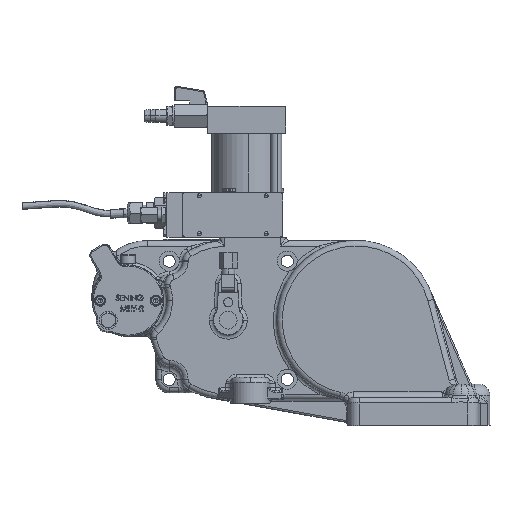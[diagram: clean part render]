
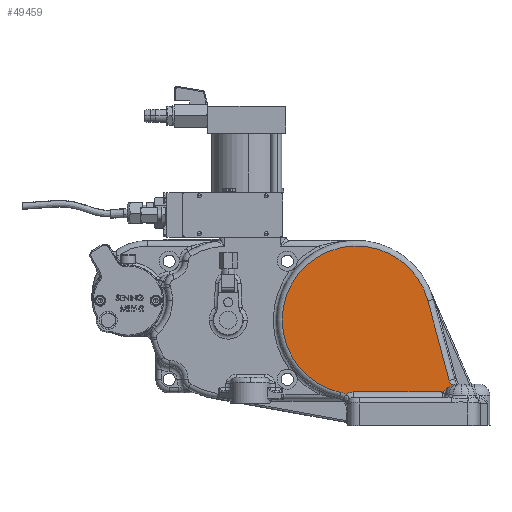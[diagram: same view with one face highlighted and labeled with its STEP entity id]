
A CAD part, top view. The second image highlights one B-rep face of the part: STEP entity #49459.
In plain terms, the highlighted planar face has unit normal (0, 0, 1).
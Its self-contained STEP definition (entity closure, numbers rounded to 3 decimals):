
#2461 = AXIS2_PLACEMENT_3D ( 'NONE', #131347, #131362, #131363 ) ;
#2466 = AXIS2_PLACEMENT_3D ( 'NONE', #131360, #131382, #131383 ) ;
#2467 = AXIS2_PLACEMENT_3D ( 'NONE', #131367, #131388, #131389 ) ;
#2469 = AXIS2_PLACEMENT_3D ( 'NONE', #131436, #131447, #131449 ) ;
#6085 = CARTESIAN_POINT ( 'NONE',  ( 0., 0., 85.5 ) ) ;
#6089 = PLANE ( 'NONE',  #172560 ) ;
#6109 = DIRECTION ( 'NONE',  ( 0., 0., 1. ) ) ;
#6111 = DIRECTION ( 'NONE',  ( 1., 0., 0. ) ) ;
#11400 = CARTESIAN_POINT ( 'NONE',  ( -2.5, -64.5, 85.5 ) ) ;
#11974 = CARTESIAN_POINT ( 'NONE',  ( 83.347, -54.118, 85.5 ) ) ;
#12021 = CARTESIAN_POINT ( 'NONE',  ( -14.279, -64.949, 85.5 ) ) ;
#12090 = CARTESIAN_POINT ( 'NONE',  ( 76.267, -64.5, 85.5 ) ) ;
#49459 = ADVANCED_FACE ( 'NONE', ( #76527 ), #6089, .T. ) ;
#51505 = ORIENTED_EDGE ( 'NONE', *, *, #175961, .T. ) ;
#51815 = ORIENTED_EDGE ( 'NONE', *, *, #175957, .T. ) ;
#51936 = ORIENTED_EDGE ( 'NONE', *, *, #175959, .T. ) ;
#51946 = ORIENTED_EDGE ( 'NONE', *, *, #175954, .T. ) ;
#52012 = ORIENTED_EDGE ( 'NONE', *, *, #175945, .T. ) ;
#52054 = ORIENTED_EDGE ( 'NONE', *, *, #175952, .T. ) ;
#52173 = ORIENTED_EDGE ( 'NONE', *, *, #175951, .T. ) ;
#60751 = CIRCLE ( 'NONE', #2461, 25. ) ;
#60764 = LINE ( 'NONE', #131438, #60771 ) ;
#60769 = CIRCLE ( 'NONE', #2466, 66.5 ) ;
#60771 = VECTOR ( 'NONE', #131440, 1000. ) ;
#60773 = CIRCLE ( 'NONE', #2467, 15. ) ;
#60776 = LINE ( 'NONE', #131442, #60779 ) ;
#60779 = VECTOR ( 'NONE', #131444, 1000. ) ;
#60786 = CIRCLE ( 'NONE', #2469, 10. ) ;
#62138 = B_SPLINE_CURVE_WITH_KNOTS ( 'NONE', 3,
 ( #131385, #131393, #131395, #131397, #131399, #131400, #131402, #131404, #131405, #131407, #131409, #131411, #131412, #131414, #131416, #131417, #131419, #131421, #131423, #131424, #131426, #131428, #131429, #131431, #131433, #131435 ),
 .UNSPECIFIED., .F., .F.,
 ( 4, 2, 2, 2, 2, 2, 2, 2, 2, 2, 2, 2, 4 ),
 ( 0., 0., 0.001, 0.001, 0.001, 0.002, 0.002, 0.003, 0.004, 0.006, 0.009, 0.01, 0.011 ),
 .UNSPECIFIED. ) ;
#76527 = FACE_OUTER_BOUND ( 'NONE', #149968, .T. ) ;
#77928 = CARTESIAN_POINT ( 'NONE',  ( 64.234, 17.211, 85.5 ) ) ;
#78938 = CARTESIAN_POINT ( 'NONE',  ( 84.993, -58.54, 85.5 ) ) ;
#94508 = VERTEX_POINT ( 'NONE', #77928 ) ;
#96480 = VERTEX_POINT ( 'NONE', #78938 ) ;
#98016 = VERTEX_POINT ( 'NONE', #11400 ) ;
#98599 = VERTEX_POINT ( 'NONE', #11974 ) ;
#98647 = VERTEX_POINT ( 'NONE', #12021 ) ;
#98722 = VERTEX_POINT ( 'NONE', #12090 ) ;
#131347 = CARTESIAN_POINT ( 'NONE',  ( 107.495, -47.647, 85.5 ) ) ;
#131360 = CARTESIAN_POINT ( 'NONE',  ( 0., 0., 85.5 ) ) ;
#131362 = DIRECTION ( 'NONE',  ( 0., 0., -1. ) ) ;
#131363 = DIRECTION ( 'NONE',  ( 1., 0., 0. ) ) ;
#131367 = CARTESIAN_POINT ( 'NONE',  ( -17.5, -79.599, 85.5 ) ) ;
#131382 = DIRECTION ( 'NONE',  ( 0., 0., 1. ) ) ;
#131383 = DIRECTION ( 'NONE',  ( 1., 0., 0. ) ) ;
#131385 = CARTESIAN_POINT ( 'NONE',  ( 76.267, -64.5, 85.5 ) ) ;
#131388 = DIRECTION ( 'NONE',  ( 0., 0., -1. ) ) ;
#131389 = DIRECTION ( 'NONE',  ( 1., 0., 0. ) ) ;
#131393 = CARTESIAN_POINT ( 'NONE',  ( 76.352, -64.584, 85.5 ) ) ;
#131395 = CARTESIAN_POINT ( 'NONE',  ( 76.44, -64.665, 85.5 ) ) ;
#131397 = CARTESIAN_POINT ( 'NONE',  ( 76.626, -64.815, 85.5 ) ) ;
#131399 = CARTESIAN_POINT ( 'NONE',  ( 76.724, -64.884, 85.5 ) ) ;
#131400 = CARTESIAN_POINT ( 'NONE',  ( 76.934, -64.995, 85.5 ) ) ;
#131402 = CARTESIAN_POINT ( 'NONE',  ( 77.049, -65.037, 85.5 ) ) ;
#131404 = CARTESIAN_POINT ( 'NONE',  ( 77.286, -65.065, 85.5 ) ) ;
#131405 = CARTESIAN_POINT ( 'NONE',  ( 77.408, -65.05, 85.5 ) ) ;
#131407 = CARTESIAN_POINT ( 'NONE',  ( 77.636, -64.974, 85.5 ) ) ;
#131409 = CARTESIAN_POINT ( 'NONE',  ( 77.742, -64.916, 85.5 ) ) ;
#131411 = CARTESIAN_POINT ( 'NONE',  ( 77.939, -64.781, 85.5 ) ) ;
#131412 = CARTESIAN_POINT ( 'NONE',  ( 78.032, -64.704, 85.5 ) ) ;
#131414 = CARTESIAN_POINT ( 'NONE',  ( 78.296, -64.464, 85.5 ) ) ;
#131416 = CARTESIAN_POINT ( 'NONE',  ( 78.458, -64.29, 85.5 ) ) ;
#131417 = CARTESIAN_POINT ( 'NONE',  ( 78.929, -63.757, 85.5 ) ) ;
#131419 = CARTESIAN_POINT ( 'NONE',  ( 79.228, -63.386, 85.5 ) ) ;
#131421 = CARTESIAN_POINT ( 'NONE',  ( 79.838, -62.658, 85.5 ) ) ;
#131423 = CARTESIAN_POINT ( 'NONE',  ( 80.147, -62.298, 85.5 ) ) ;
#131424 = CARTESIAN_POINT ( 'NONE',  ( 81.108, -61.255, 85.5 ) ) ;
#131426 = CARTESIAN_POINT ( 'NONE',  ( 81.793, -60.605, 85.5 ) ) ;
#131428 = CARTESIAN_POINT ( 'NONE',  ( 82.922, -59.738, 85.5 ) ) ;
#131429 = CARTESIAN_POINT ( 'NONE',  ( 83.317, -59.465, 85.5 ) ) ;
#131431 = CARTESIAN_POINT ( 'NONE',  ( 84.135, -58.966, 85.5 ) ) ;
#131433 = CARTESIAN_POINT ( 'NONE',  ( 84.557, -58.74, 85.5 ) ) ;
#131435 = CARTESIAN_POINT ( 'NONE',  ( 84.993, -58.54, 85.5 ) ) ;
#131436 = CARTESIAN_POINT ( 'NONE',  ( -2.5, -74.5, 85.5 ) ) ;
#131438 = CARTESIAN_POINT ( 'NONE',  ( 81.351, -64.5, 85.5 ) ) ;
#131440 = DIRECTION ( 'NONE',  ( 1., 0., 0. ) ) ;
#131442 = CARTESIAN_POINT ( 'NONE',  ( 64.234, 17.211, 85.5 ) ) ;
#131444 = DIRECTION ( 'NONE',  ( -0.259, 0.966, 0. ) ) ;
#131447 = DIRECTION ( 'NONE',  ( 0., 0., -1. ) ) ;
#131449 = DIRECTION ( 'NONE',  ( 1., 0., 0. ) ) ;
#133272 = CARTESIAN_POINT ( 'NONE',  ( -9.218, -67.093, 85.5 ) ) ;
#149968 = EDGE_LOOP ( 'NONE', ( #51815, #51946, #52012, #51936, #52173, #52054, #51505 ) ) ;
#172560 = AXIS2_PLACEMENT_3D ( 'NONE', #6085, #6109, #6111 ) ;
#175945 = EDGE_CURVE ( 'NONE', #96480, #98599, #60751, .T. ) ;
#175951 = EDGE_CURVE ( 'NONE', #94508, #98647, #60769, .T. ) ;
#175952 = EDGE_CURVE ( 'NONE', #98647, #177225, #60773, .T. ) ;
#175954 = EDGE_CURVE ( 'NONE', #98722, #96480, #62138, .T. ) ;
#175957 = EDGE_CURVE ( 'NONE', #98016, #98722, #60764, .T. ) ;
#175959 = EDGE_CURVE ( 'NONE', #98599, #94508, #60776, .T. ) ;
#175961 = EDGE_CURVE ( 'NONE', #177225, #98016, #60786, .T. ) ;
#177225 = VERTEX_POINT ( 'NONE', #133272 ) ;
